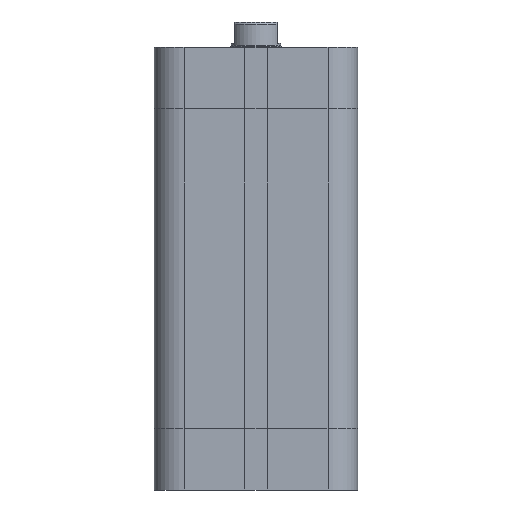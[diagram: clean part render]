
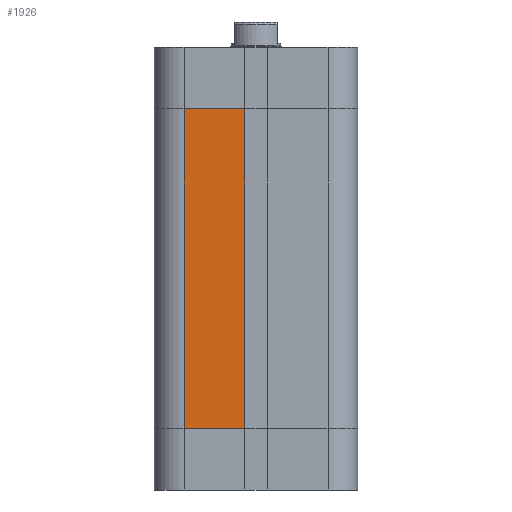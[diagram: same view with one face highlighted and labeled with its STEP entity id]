
A CAD part, front view. The second image highlights one B-rep face of the part: STEP entity #1926.
In plain terms, the highlighted planar face has unit normal (0, -1, 0).
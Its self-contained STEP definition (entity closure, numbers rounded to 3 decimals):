
#1837=CARTESIAN_POINT('',(-17.0,-24.,14.5));
#1838=VERTEX_POINT('',#1837);
#1846=CARTESIAN_POINT('',(-17.0,-24.,90.0));
#1847=VERTEX_POINT('',#1846);
#1848=CARTESIAN_POINT('',(-17.0,-24.,14.5));
#1849=DIRECTION('',(0.0,0.0,1.0));
#1850=VECTOR('',#1849,75.5);
#1851=LINE('',#1848,#1850);
#1852=EDGE_CURVE('',#1838,#1847,#1851,.T.);
#1896=CARTESIAN_POINT('',(-2.6,-24.,0.0));
#1897=DIRECTION('',(0.0,-1.0,0.0));
#1898=DIRECTION('',(0.0,0.0,-1.0));
#1899=AXIS2_PLACEMENT_3D('',#1896,#1897,#1898);
#1900=PLANE('',#1899);
#1901=CARTESIAN_POINT('',(-2.6,-24.,14.5));
#1902=VERTEX_POINT('',#1901);
#1903=CARTESIAN_POINT('',(-17.0,-24.,14.5));
#1904=DIRECTION('',(1.0,0.0,0.0));
#1905=VECTOR('',#1904,14.4);
#1906=LINE('',#1903,#1905);
#1907=EDGE_CURVE('',#1838,#1902,#1906,.T.);
#1908=ORIENTED_EDGE('',*,*,#1907,.T.);
#1909=CARTESIAN_POINT('',(-2.6,-24.,90.0));
#1910=VERTEX_POINT('',#1909);
#1911=CARTESIAN_POINT('',(-2.6,-24.,14.5));
#1912=DIRECTION('',(0.0,0.0,1.0));
#1913=VECTOR('',#1912,75.5);
#1914=LINE('',#1911,#1913);
#1915=EDGE_CURVE('',#1902,#1910,#1914,.T.);
#1916=ORIENTED_EDGE('',*,*,#1915,.T.);
#1917=CARTESIAN_POINT('',(-17.0,-24.,90.0));
#1918=DIRECTION('',(1.0,0.0,0.0));
#1919=VECTOR('',#1918,14.4);
#1920=LINE('',#1917,#1919);
#1921=EDGE_CURVE('',#1847,#1910,#1920,.T.);
#1922=ORIENTED_EDGE('',*,*,#1921,.F.);
#1923=ORIENTED_EDGE('',*,*,#1852,.F.);
#1924=EDGE_LOOP('',(#1908,#1916,#1922,#1923));
#1925=FACE_OUTER_BOUND('',#1924,.T.);
#1926=ADVANCED_FACE('',(#1925),#1900,.T.);
